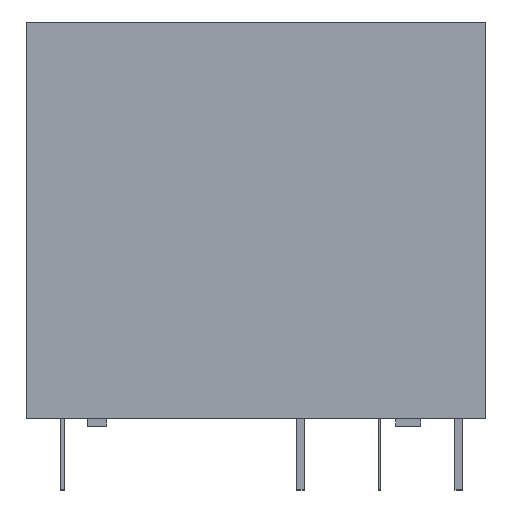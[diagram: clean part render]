
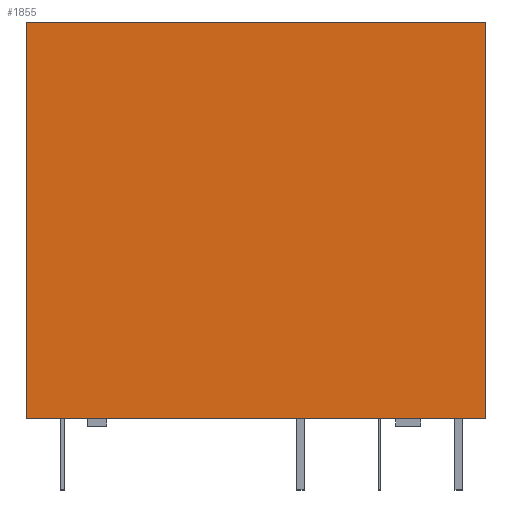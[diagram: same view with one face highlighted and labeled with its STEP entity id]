
A CAD part, top view. The second image highlights one B-rep face of the part: STEP entity #1855.
In plain terms, the highlighted planar face has unit normal (0, 0, 1).
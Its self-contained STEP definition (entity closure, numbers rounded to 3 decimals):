
#68 = CARTESIAN_POINT ( 'NONE',  ( 26.7, 25.5, 3.05 ) ) ;
#248 = FACE_OUTER_BOUND ( 'NONE', #980, .T. ) ;
#249 = PLANE ( 'NONE',  #250 ) ;
#250 = AXIS2_PLACEMENT_3D ( 'NONE', #251, #252, #253 ) ;
#251 = CARTESIAN_POINT ( 'NONE',  ( -2.3, 25.5, 3.05 ) ) ;
#252 = DIRECTION ( 'NONE',  ( 0., 0., -1. ) ) ;
#253 = DIRECTION ( 'NONE',  ( -1., 0., 0. ) ) ;
#464 = VERTEX_POINT ( 'NONE', #1576 ) ;
#536 = LINE ( 'NONE', #537, #538 ) ;
#537 = CARTESIAN_POINT ( 'NONE',  ( -2.3, 25.5, 3.05 ) ) ;
#538 = VECTOR ( 'NONE', #539, 1000. ) ;
#539 = DIRECTION ( 'NONE',  ( 1., 0., 0. ) ) ;
#628 = LINE ( 'NONE', #629, #630 ) ;
#629 = CARTESIAN_POINT ( 'NONE',  ( 26.7, 25.5, 3.05 ) ) ;
#630 = VECTOR ( 'NONE', #631, 1000. ) ;
#631 = DIRECTION ( 'NONE',  ( 0., -1., 0. ) ) ;
#818 = CARTESIAN_POINT ( 'NONE',  ( -2.3, 25.5, 3.05 ) ) ;
#819 = LINE ( 'NONE', #820, #821 ) ;
#820 = CARTESIAN_POINT ( 'NONE',  ( -2.3, 25.5, 3.05 ) ) ;
#821 = VECTOR ( 'NONE', #822, 1000. ) ;
#822 = DIRECTION ( 'NONE',  ( 0., -1., 0. ) ) ;
#980 = EDGE_LOOP ( 'NONE', ( #1819, #1346, #1096, #1240 ) ) ;
#1047 = EDGE_CURVE ( 'NONE', #1101, #1234, #536, .T. ) ;
#1096 = ORIENTED_EDGE ( 'NONE', *, *, #1047, .F. ) ;
#1101 = VERTEX_POINT ( 'NONE', #818 ) ;
#1104 = EDGE_CURVE ( 'NONE', #1101, #464, #819, .T. ) ;
#1138 = VERTEX_POINT ( 'NONE', #1462 ) ;
#1234 = VERTEX_POINT ( 'NONE', #68 ) ;
#1240 = ORIENTED_EDGE ( 'NONE', *, *, #1104, .T. ) ;
#1346 = ORIENTED_EDGE ( 'NONE', *, *, #1906, .F. ) ;
#1435 = LINE ( 'NONE', #1436, #1437 ) ;
#1436 = CARTESIAN_POINT ( 'NONE',  ( -2.3, 0.5, 3.05 ) ) ;
#1437 = VECTOR ( 'NONE', #1438, 1000. ) ;
#1438 = DIRECTION ( 'NONE',  ( 1., 0., 0. ) ) ;
#1462 = CARTESIAN_POINT ( 'NONE',  ( 26.7, 0.5, 3.05 ) ) ;
#1576 = CARTESIAN_POINT ( 'NONE',  ( -2.3, 0.5, 3.05 ) ) ;
#1775 = EDGE_CURVE ( 'NONE', #464, #1138, #1435, .T. ) ;
#1819 = ORIENTED_EDGE ( 'NONE', *, *, #1775, .T. ) ;
#1855 = ADVANCED_FACE ( 'NONE', ( #248 ), #249, .F. ) ;
#1906 = EDGE_CURVE ( 'NONE', #1234, #1138, #628, .T. ) ;
